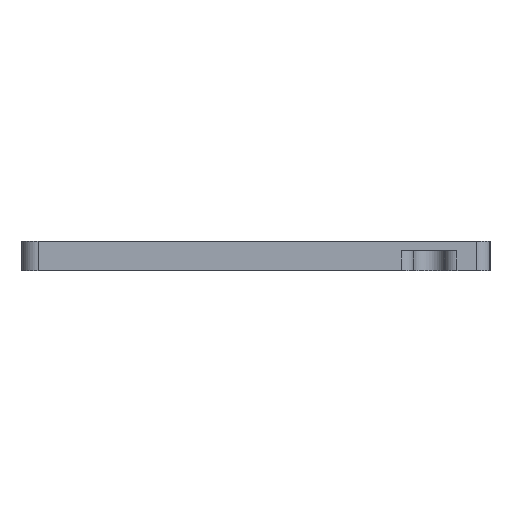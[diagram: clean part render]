
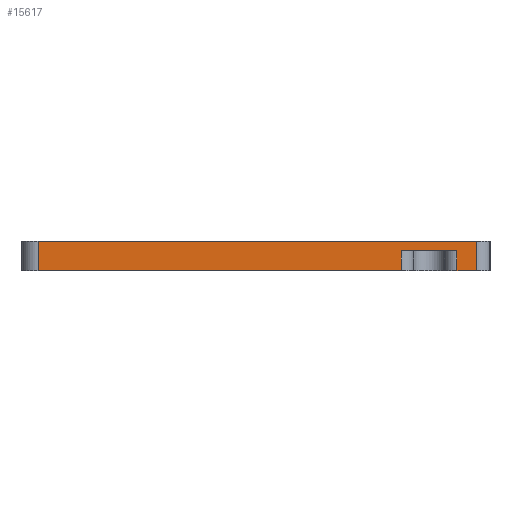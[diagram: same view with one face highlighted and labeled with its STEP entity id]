
A CAD part, left-side view. The second image highlights one B-rep face of the part: STEP entity #15617.
In plain terms, the highlighted planar face has unit normal (-1, 0, 0).
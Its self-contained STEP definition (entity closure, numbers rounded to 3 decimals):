
#100=PLANE('',#16450);
#451=FACE_OUTER_BOUND('',#1268,.T.);
#1268=EDGE_LOOP('',(#10241,#10242,#10243,#10244,#10245,#10246,#10247,#10248));
#2169=LINE('',#23234,#3689);
#2171=LINE('',#23240,#3691);
#2172=LINE('',#23242,#3692);
#2173=LINE('',#23244,#3693);
#2174=LINE('',#23246,#3694);
#2175=LINE('',#23248,#3695);
#2176=LINE('',#23250,#3696);
#2177=LINE('',#23251,#3697);
#3689=VECTOR('',#18206,10.);
#3691=VECTOR('',#18212,10.);
#3692=VECTOR('',#18213,10.);
#3693=VECTOR('',#18214,10.);
#3694=VECTOR('',#18215,10.);
#3695=VECTOR('',#18216,10.);
#3696=VECTOR('',#18217,10.);
#3697=VECTOR('',#18218,10.);
#6146=VERTEX_POINT('',#23231);
#6147=VERTEX_POINT('',#23233);
#6149=VERTEX_POINT('',#23239);
#6150=VERTEX_POINT('',#23241);
#6151=VERTEX_POINT('',#23243);
#6152=VERTEX_POINT('',#23245);
#6153=VERTEX_POINT('',#23247);
#6154=VERTEX_POINT('',#23249);
#7782=EDGE_CURVE('',#6146,#6147,#2169,.T.);
#7785=EDGE_CURVE('',#6149,#6147,#2171,.T.);
#7786=EDGE_CURVE('',#6146,#6150,#2172,.T.);
#7787=EDGE_CURVE('',#6150,#6151,#2173,.T.);
#7788=EDGE_CURVE('',#6152,#6151,#2174,.T.);
#7789=EDGE_CURVE('',#6153,#6152,#2175,.T.);
#7790=EDGE_CURVE('',#6153,#6154,#2176,.T.);
#7791=EDGE_CURVE('',#6149,#6154,#2177,.T.);
#10241=ORIENTED_EDGE('',*,*,#7785,.T.);
#10242=ORIENTED_EDGE('',*,*,#7782,.F.);
#10243=ORIENTED_EDGE('',*,*,#7786,.T.);
#10244=ORIENTED_EDGE('',*,*,#7787,.T.);
#10245=ORIENTED_EDGE('',*,*,#7788,.F.);
#10246=ORIENTED_EDGE('',*,*,#7789,.F.);
#10247=ORIENTED_EDGE('',*,*,#7790,.T.);
#10248=ORIENTED_EDGE('',*,*,#7791,.F.);
#15617=ADVANCED_FACE('',(#451),#100,.T.);
#16450=AXIS2_PLACEMENT_3D('',#23238,#18210,#18211);
#18206=DIRECTION('',(0.,0.,1.));
#18210=DIRECTION('center_axis',(-1.,0.,0.));
#18211=DIRECTION('ref_axis',(0.,-1.,0.));
#18212=DIRECTION('',(0.,-1.,0.));
#18213=DIRECTION('',(0.,-1.,0.));
#18214=DIRECTION('',(0.,0.,1.));
#18215=DIRECTION('',(0.,-1.,0.));
#18216=DIRECTION('',(0.,0.,1.));
#18217=DIRECTION('',(0.,-1.,0.));
#18218=DIRECTION('',(0.,0.,-1.));
#23231=CARTESIAN_POINT('',(15.404,16.09,0.));
#23233=CARTESIAN_POINT('',(15.404,16.09,3.25));
#23234=CARTESIAN_POINT('',(15.404,16.09,0.));
#23238=CARTESIAN_POINT('Origin',(15.404,84.499,0.));
#23239=CARTESIAN_POINT('',(15.404,25.19,3.25));
#23240=CARTESIAN_POINT('',(15.404,52.57,3.25));
#23241=CARTESIAN_POINT('',(15.404,12.949,0.));
#23242=CARTESIAN_POINT('',(15.404,84.499,0.));
#23243=CARTESIAN_POINT('',(15.404,12.949,4.75));
#23244=CARTESIAN_POINT('',(15.404,12.949,0.));
#23245=CARTESIAN_POINT('',(15.404,84.499,4.75));
#23246=CARTESIAN_POINT('',(15.404,84.499,4.75));
#23247=CARTESIAN_POINT('',(15.404,84.499,0.));
#23248=CARTESIAN_POINT('',(15.404,84.499,0.));
#23249=CARTESIAN_POINT('',(15.404,25.19,0.));
#23250=CARTESIAN_POINT('',(15.404,84.499,0.));
#23251=CARTESIAN_POINT('',(15.404,25.19,0.));
